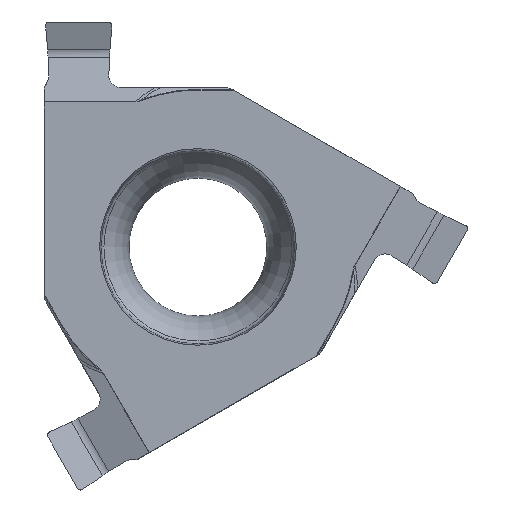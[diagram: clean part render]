
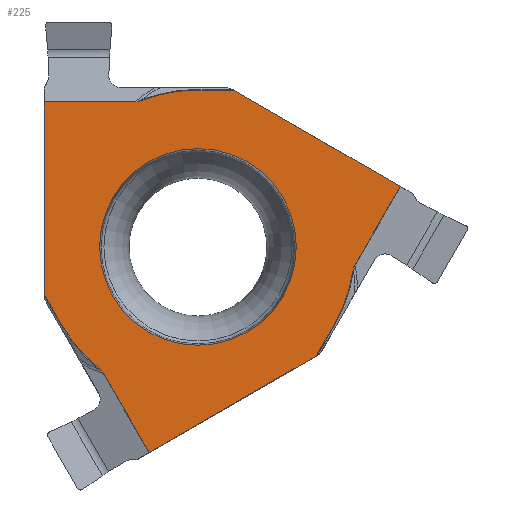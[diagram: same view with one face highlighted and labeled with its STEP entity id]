
A CAD part, top view. The second image highlights one B-rep face of the part: STEP entity #225.
In plain terms, the highlighted planar face has unit normal (0, 0, 1).
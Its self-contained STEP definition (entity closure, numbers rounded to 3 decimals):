
#58=FACE_BOUND('',#447,.T.);
#59=FACE_BOUND('',#448,.T.);
#171=CIRCLE('',#1844,4.066);
#173=CIRCLE('',#1849,6.487);
#174=CIRCLE('',#1850,6.487);
#175=CIRCLE('',#1851,6.487);
#225=ADVANCED_FACE('',(#58,#59),#303,.F.);
#303=PLANE('',#1852);
#447=EDGE_LOOP('',(#638));
#448=EDGE_LOOP('',(#639,#640,#641,#642,#643,#644,#645,#646,#647,#648,#649,
#650,#651,#652,#653));
#638=ORIENTED_EDGE('',*,*,#1281,.F.);
#639=ORIENTED_EDGE('',*,*,#1215,.T.);
#640=ORIENTED_EDGE('',*,*,#1285,.F.);
#641=ORIENTED_EDGE('',*,*,#1286,.F.);
#642=ORIENTED_EDGE('',*,*,#1287,.F.);
#643=ORIENTED_EDGE('',*,*,#1282,.F.);
#644=ORIENTED_EDGE('',*,*,#1224,.T.);
#645=ORIENTED_EDGE('',*,*,#1288,.T.);
#646=ORIENTED_EDGE('',*,*,#1289,.T.);
#647=ORIENTED_EDGE('',*,*,#1290,.T.);
#648=ORIENTED_EDGE('',*,*,#1291,.T.);
#649=ORIENTED_EDGE('',*,*,#1292,.F.);
#650=ORIENTED_EDGE('',*,*,#1293,.F.);
#651=ORIENTED_EDGE('',*,*,#1294,.F.);
#652=ORIENTED_EDGE('',*,*,#1295,.F.);
#653=ORIENTED_EDGE('',*,*,#1296,.F.);
#1043=VERTEX_POINT('',#2838);
#1044=VERTEX_POINT('',#2840);
#1052=VERTEX_POINT('',#2857);
#1053=VERTEX_POINT('',#2859);
#1092=VERTEX_POINT('',#2974);
#1093=VERTEX_POINT('',#2978);
#1095=VERTEX_POINT('',#2984);
#1096=VERTEX_POINT('',#2986);
#1097=VERTEX_POINT('',#2995);
#1098=VERTEX_POINT('',#2997);
#1099=VERTEX_POINT('',#3005);
#1100=VERTEX_POINT('',#3007);
#1101=VERTEX_POINT('',#3009);
#1102=VERTEX_POINT('',#3011);
#1103=VERTEX_POINT('',#3013);
#1104=VERTEX_POINT('',#3021);
#1215=EDGE_CURVE('',#1044,#1043,#1467,.T.);
#1224=EDGE_CURVE('',#1053,#1052,#1474,.T.);
#1281=EDGE_CURVE('',#1092,#1092,#171,.T.);
#1282=EDGE_CURVE('',#1053,#1093,#1505,.T.);
#1285=EDGE_CURVE('',#1095,#1043,#1507,.T.);
#1286=EDGE_CURVE('',#1096,#1095,#173,.T.);
#1287=EDGE_CURVE('',#1093,#1096,#1756,.T.);
#1288=EDGE_CURVE('',#1052,#1097,#1508,.T.);
#1289=EDGE_CURVE('',#1097,#1098,#174,.T.);
#1290=EDGE_CURVE('',#1098,#1099,#1757,.T.);
#1291=EDGE_CURVE('',#1099,#1100,#1509,.T.);
#1292=EDGE_CURVE('',#1101,#1100,#1510,.T.);
#1293=EDGE_CURVE('',#1102,#1101,#1511,.T.);
#1294=EDGE_CURVE('',#1103,#1102,#175,.T.);
#1295=EDGE_CURVE('',#1104,#1103,#1758,.T.);
#1296=EDGE_CURVE('',#1044,#1104,#1512,.T.);
#1467=LINE('',#2839,#1611);
#1474=LINE('',#2858,#1618);
#1505=LINE('',#2977,#1649);
#1507=LINE('',#2983,#1651);
#1508=LINE('',#2994,#1652);
#1509=LINE('',#3006,#1653);
#1510=LINE('',#3008,#1654);
#1511=LINE('',#3010,#1655);
#1512=LINE('',#3022,#1656);
#1611=VECTOR('',#2001,1.);
#1618=VECTOR('',#2014,1.);
#1649=VECTOR('',#2141,1.);
#1651=VECTOR('',#2147,1.);
#1652=VECTOR('',#2150,1.);
#1653=VECTOR('',#2153,1.);
#1654=VECTOR('',#2154,1.);
#1655=VECTOR('',#2155,1.);
#1656=VECTOR('',#2158,1.);
#1756=B_SPLINE_CURVE_WITH_KNOTS('',3,(#2987,#2988,#2989,#2990,#2991,#2992,
#2993),.UNSPECIFIED.,.F.,.F.,(4,3,4),(0.,0.885,1.),
 .UNSPECIFIED.);
#1757=B_SPLINE_CURVE_WITH_KNOTS('',3,(#2998,#2999,#3000,#3001,#3002,#3003,
#3004),.UNSPECIFIED.,.F.,.F.,(4,3,4),(0.,0.115,1.),
 .UNSPECIFIED.);
#1758=B_SPLINE_CURVE_WITH_KNOTS('',3,(#3014,#3015,#3016,#3017,#3018,#3019,
#3020),.UNSPECIFIED.,.F.,.F.,(4,3,4),(0.,0.885,1.),
 .UNSPECIFIED.);
#1844=AXIS2_PLACEMENT_3D('',#2973,#2135,#2136);
#1849=AXIS2_PLACEMENT_3D('',#2985,#2148,#2149);
#1850=AXIS2_PLACEMENT_3D('',#2996,#2151,#2152);
#1851=AXIS2_PLACEMENT_3D('',#3012,#2156,#2157);
#1852=AXIS2_PLACEMENT_3D('',#3023,#2159,#2160);
#2001=DIRECTION('',(-0.866,0.5,0.));
#2014=DIRECTION('',(0.,-1.,0.));
#2135=DIRECTION('',(0.,0.,1.));
#2136=DIRECTION('',(0.,1.,0.));
#2141=DIRECTION('',(1.,0.,0.));
#2147=DIRECTION('',(1.,0.,0.));
#2148=DIRECTION('',(0.,0.,-1.));
#2149=DIRECTION('',(0.,1.,0.));
#2150=DIRECTION('',(0.5,-0.866,0.));
#2151=DIRECTION('',(0.,0.,1.));
#2152=DIRECTION('',(-0.866,-0.5,0.));
#2153=DIRECTION('',(0.5,-0.866,0.));
#2154=DIRECTION('',(-0.866,-0.5,0.));
#2155=DIRECTION('',(-0.5,-0.866,0.));
#2156=DIRECTION('',(0.,0.,-1.));
#2157=DIRECTION('',(0.866,-0.5,0.));
#2158=DIRECTION('',(-0.5,-0.866,0.));
#2159=DIRECTION('',(0.,0.,-1.));
#2160=DIRECTION('',(0.,1.,0.));
#2838=CARTESIAN_POINT('',(1.465,6.487,0.1));
#2839=CARTESIAN_POINT('',(3.175,5.499,0.1));
#2840=CARTESIAN_POINT('',(8.365,2.503,0.1));
#2857=CARTESIAN_POINT('',(-6.35,-1.975,0.1));
#2858=CARTESIAN_POINT('',(-6.35,0.,0.1));
#2859=CARTESIAN_POINT('',(-6.35,5.993,0.1));
#2973=CARTESIAN_POINT('',(0.,0.,0.1));
#2974=CARTESIAN_POINT('',(0.,4.066,0.1));
#2977=CARTESIAN_POINT('',(-2.586,5.993,0.1));
#2978=CARTESIAN_POINT('',(-2.578,5.993,0.1));
#2983=CARTESIAN_POINT('',(-17.5,6.487,0.1));
#2984=CARTESIAN_POINT('',(0.,6.487,0.1));
#2985=CARTESIAN_POINT('',(0.,0.,0.1));
#2986=CARTESIAN_POINT('',(-2.32,6.058,0.1));
#2987=CARTESIAN_POINT('',(-2.578,5.993,0.1));
#2988=CARTESIAN_POINT('',(-2.5,5.993,0.1));
#2989=CARTESIAN_POINT('',(-2.422,6.02,0.1));
#2990=CARTESIAN_POINT('',(-2.348,6.047,0.1));
#2991=CARTESIAN_POINT('',(-2.339,6.05,0.1));
#2992=CARTESIAN_POINT('',(-2.329,6.054,0.1));
#2993=CARTESIAN_POINT('',(-2.32,6.058,0.1));
#2994=CARTESIAN_POINT('',(3.132,-18.399,0.1));
#2995=CARTESIAN_POINT('',(-5.618,-3.243,0.1));
#2996=CARTESIAN_POINT('',(0.,0.,
0.1));
#2997=CARTESIAN_POINT('',(-4.086,-5.038,0.1));
#2998=CARTESIAN_POINT('',(-4.086,-5.038,0.1));
#2999=CARTESIAN_POINT('',(-4.078,-5.044,0.1));
#3000=CARTESIAN_POINT('',(-4.07,-5.051,0.1));
#3001=CARTESIAN_POINT('',(-4.063,-5.057,0.1));
#3002=CARTESIAN_POINT('',(-4.002,-5.108,0.1));
#3003=CARTESIAN_POINT('',(-3.94,-5.161,0.1));
#3004=CARTESIAN_POINT('',(-3.901,-5.229,0.1));
#3005=CARTESIAN_POINT('',(-3.901,-5.229,0.1));
#3006=CARTESIAN_POINT('',(-2.215,-8.149,0.1));
#3007=CARTESIAN_POINT('',(-2.015,-8.496,0.1));
#3008=CARTESIAN_POINT('',(3.175,-5.499,0.1));
#3009=CARTESIAN_POINT('',(4.885,-4.512,0.1));
#3010=CARTESIAN_POINT('',(14.368,11.912,0.1));
#3011=CARTESIAN_POINT('',(5.618,-3.243,0.1));
#3012=CARTESIAN_POINT('',(0.,0.,
0.1));
#3013=CARTESIAN_POINT('',(6.406,-1.02,0.1));
#3014=CARTESIAN_POINT('',(6.479,-0.763,0.1));
#3015=CARTESIAN_POINT('',(6.44,-0.832,0.1));
#3016=CARTESIAN_POINT('',(6.425,-0.912,0.1));
#3017=CARTESIAN_POINT('',(6.411,-0.99,0.1));
#3018=CARTESIAN_POINT('',(6.409,-1.,0.1));
#3019=CARTESIAN_POINT('',(6.408,-1.01,0.1));
#3020=CARTESIAN_POINT('',(6.406,-1.02,0.1));
#3021=CARTESIAN_POINT('',(6.479,-0.763,0.1));
#3022=CARTESIAN_POINT('',(8.165,2.156,0.1));
#3023=CARTESIAN_POINT('',(-17.5,0.,0.1));
